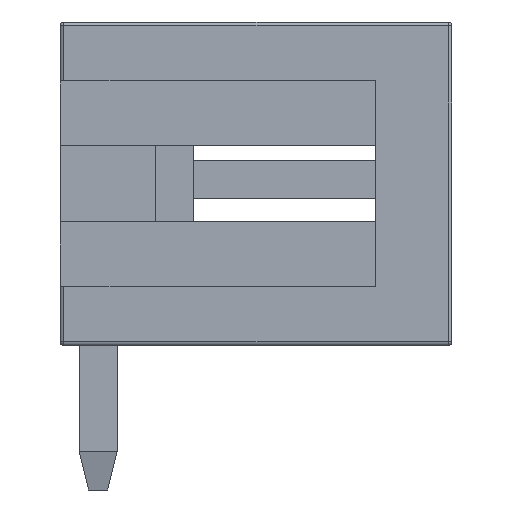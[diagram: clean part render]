
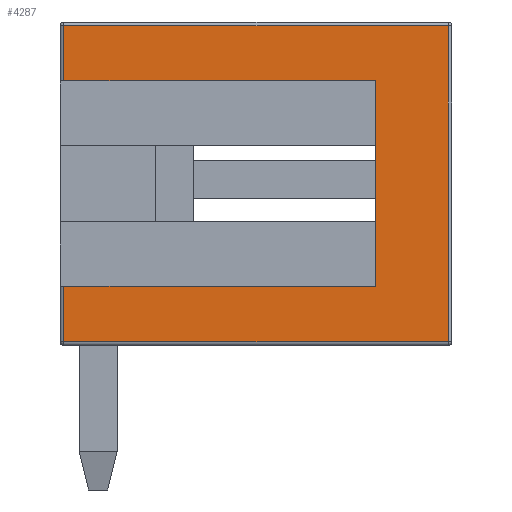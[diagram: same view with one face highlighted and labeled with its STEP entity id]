
A CAD part, left-side view. The second image highlights one B-rep face of the part: STEP entity #4287.
In plain terms, the highlighted planar face has unit normal (-1, 0, 0).
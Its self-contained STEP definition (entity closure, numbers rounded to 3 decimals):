
#1772 = VERTEX_POINT('',#1773);
#1773 = CARTESIAN_POINT('',(-2.8,0.9,0.1));
#1780 = EDGE_CURVE('',#1772,#1781,#1783,.T.);
#1781 = VERTEX_POINT('',#1782);
#1782 = CARTESIAN_POINT('',(-2.8,-9.2,0.1));
#1783 = LINE('',#1784,#1785);
#1784 = CARTESIAN_POINT('',(-2.8,1.,0.1));
#1785 = VECTOR('',#1786,1.);
#1786 = DIRECTION('',(0.,-1.,0.));
#4287 = ADVANCED_FACE('',(#4288),#4345,.F.);
#4288 = FACE_BOUND('',#4289,.F.);
#4289 = EDGE_LOOP('',(#4290,#4291,#4299,#4307,#4315,#4323,#4331,#4339));
#4290 = ORIENTED_EDGE('',*,*,#1780,.F.);
#4291 = ORIENTED_EDGE('',*,*,#4292,.F.);
#4292 = EDGE_CURVE('',#4293,#1772,#4295,.T.);
#4293 = VERTEX_POINT('',#4294);
#4294 = CARTESIAN_POINT('',(-2.8,0.9,1.55));
#4295 = LINE('',#4296,#4297);
#4296 = CARTESIAN_POINT('',(-2.8,0.9,8.5));
#4297 = VECTOR('',#4298,1.);
#4298 = DIRECTION('',(0.,0.,-1.));
#4299 = ORIENTED_EDGE('',*,*,#4300,.F.);
#4300 = EDGE_CURVE('',#4301,#4293,#4303,.T.);
#4301 = VERTEX_POINT('',#4302);
#4302 = CARTESIAN_POINT('',(-2.8,-7.3,1.55));
#4303 = LINE('',#4304,#4305);
#4304 = CARTESIAN_POINT('',(-2.8,-3.15,1.55));
#4305 = VECTOR('',#4306,1.);
#4306 = DIRECTION('',(0.,1.,0.));
#4307 = ORIENTED_EDGE('',*,*,#4308,.F.);
#4308 = EDGE_CURVE('',#4309,#4301,#4311,.T.);
#4309 = VERTEX_POINT('',#4310);
#4310 = CARTESIAN_POINT('',(-2.8,-7.3,6.95));
#4311 = LINE('',#4312,#4313);
#4312 = CARTESIAN_POINT('',(-2.8,-7.3,6.375));
#4313 = VECTOR('',#4314,1.);
#4314 = DIRECTION('',(0.,0.,-1.));
#4315 = ORIENTED_EDGE('',*,*,#4316,.F.);
#4316 = EDGE_CURVE('',#4317,#4309,#4319,.T.);
#4317 = VERTEX_POINT('',#4318);
#4318 = CARTESIAN_POINT('',(-2.8,0.9,6.95));
#4319 = LINE('',#4320,#4321);
#4320 = CARTESIAN_POINT('',(-2.8,5.15,6.95));
#4321 = VECTOR('',#4322,1.);
#4322 = DIRECTION('',(0.,-1.,0.));
#4323 = ORIENTED_EDGE('',*,*,#4324,.F.);
#4324 = EDGE_CURVE('',#4325,#4317,#4327,.T.);
#4325 = VERTEX_POINT('',#4326);
#4326 = CARTESIAN_POINT('',(-2.8,0.9,8.4));
#4327 = LINE('',#4328,#4329);
#4328 = CARTESIAN_POINT('',(-2.8,0.9,8.5));
#4329 = VECTOR('',#4330,1.);
#4330 = DIRECTION('',(0.,0.,-1.));
#4331 = ORIENTED_EDGE('',*,*,#4332,.T.);
#4332 = EDGE_CURVE('',#4325,#4333,#4335,.T.);
#4333 = VERTEX_POINT('',#4334);
#4334 = CARTESIAN_POINT('',(-2.8,-9.2,8.4));
#4335 = LINE('',#4336,#4337);
#4336 = CARTESIAN_POINT('',(-2.8,1.,8.4));
#4337 = VECTOR('',#4338,1.);
#4338 = DIRECTION('',(0.,-1.,0.));
#4339 = ORIENTED_EDGE('',*,*,#4340,.T.);
#4340 = EDGE_CURVE('',#4333,#1781,#4341,.T.);
#4341 = LINE('',#4342,#4343);
#4342 = CARTESIAN_POINT('',(-2.8,-9.2,8.5));
#4343 = VECTOR('',#4344,1.);
#4344 = DIRECTION('',(0.,0.,-1.));
#4345 = PLANE('',#4346);
#4346 = AXIS2_PLACEMENT_3D('',#4347,#4348,#4349);
#4347 = CARTESIAN_POINT('',(-2.8,1.,8.5));
#4348 = DIRECTION('',(1.,0.,0.));
#4349 = DIRECTION('',(0.,0.,-1.));
